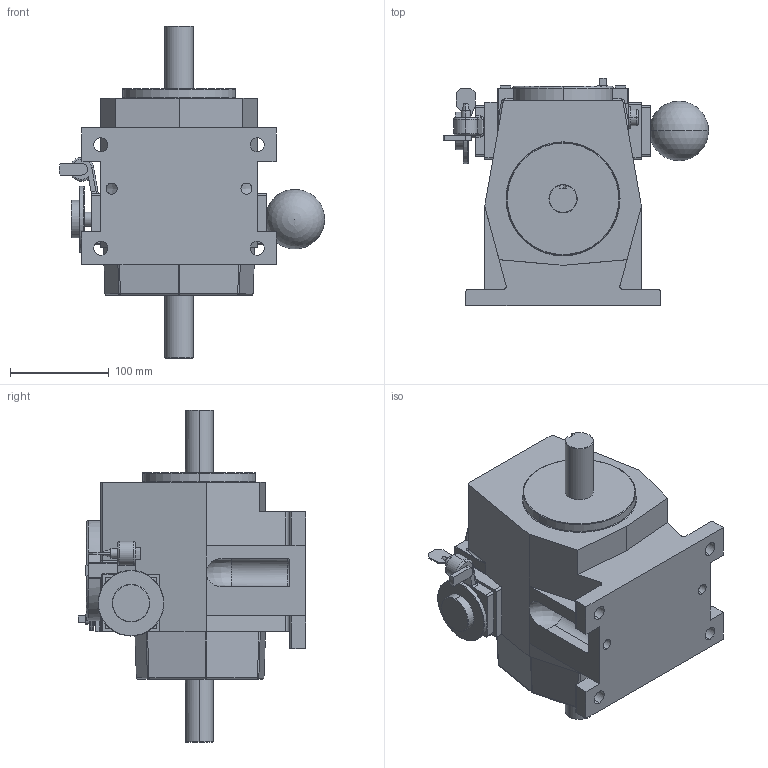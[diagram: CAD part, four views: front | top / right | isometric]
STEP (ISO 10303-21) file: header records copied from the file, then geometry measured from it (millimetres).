
FILE_DESCRIPTION (( 'STEP AP203' ), '1' );
FILE_NAME ('Diff 10.step', '2010-12-13T05:51:40', ( '' ), ( '' ), 'SwSTEP 2.0', 'SolidWorks 2010', '' );
FILE_SCHEMA (( 'CONFIG_CONTROL_DESIGN' ));
Length unit declared in the file: inch
Products named in the file (1): Diff 10
Bounding box: 268.9 x 230.38 x 336.55 mm (x, y, z)
Volume: 5774134.4 mm3; surface area: 272786.7 mm2
Topology: 5 solids, 5 shells, 356 faces, 882 edges, 546 vertices
Faces by surface type: plane 145, cylinder 144, torus 30, cone 15, sphere 13, bspline 9
Entity records: 11754 total; most frequent: CARTESIAN_POINT 3259, DIRECTION 1794, ORIENTED_EDGE 1746, EDGE_CURVE 873, AXIS2_PLACEMENT_3D 655, VERTEX_POINT 543, LINE 484, VECTOR 484
